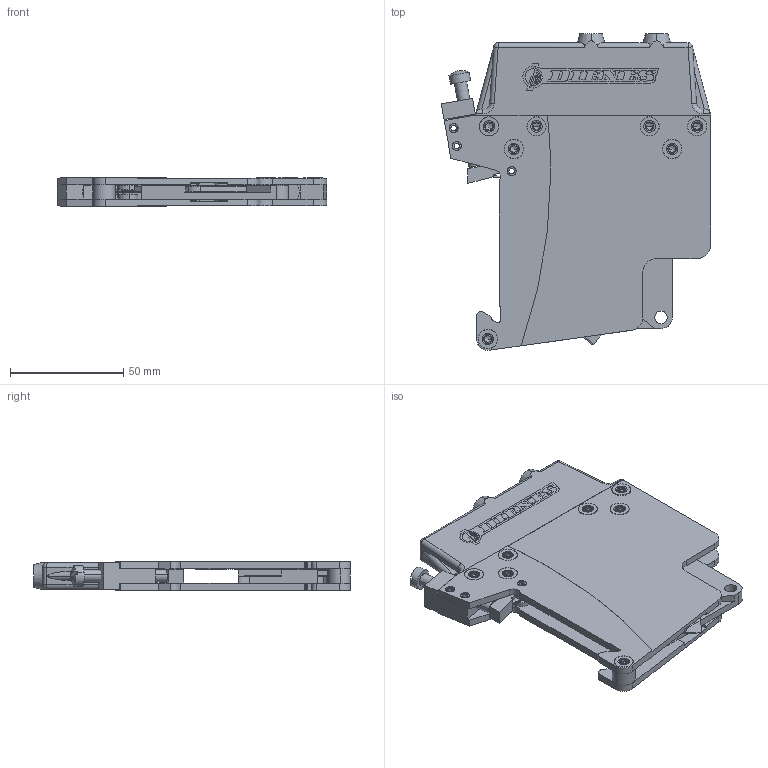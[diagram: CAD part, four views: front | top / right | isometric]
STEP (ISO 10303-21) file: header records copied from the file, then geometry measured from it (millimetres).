
FILE_DESCRIPTION (( 'STEP AP214' ), '1' );
FILE_NAME ('0.50 PQAS_Scr_Manual_T Style_Razor Cut Knife Holder.STEP', '2022-10-18T18:20:58', ( '' ), ( '' ), 'SwSTEP 2.0', 'SolidWorks 2021', '' );
FILE_SCHEMA (( 'AUTOMOTIVE_DESIGN' ));
Length unit declared in the file: inch
Products named in the file (1): 0.50 PQAS_Scr_Manual_T Style_Razor Cut Knife Holder
Bounding box: 119.09 x 140 x 12.64 mm (x, y, z)
Surface area: 60639.6 mm2 (no closed solid volume)
Topology: 0 solids, 41 shells, 502 faces, 1757 edges, 1266 vertices
Faces by surface type: cylinder 258, plane 192, cone 36, sphere 8, torus 4, bspline 4
Entity records: 26908 total; most frequent: CARTESIAN_POINT 5414, DIRECTION 3099, ORIENTED_EDGE 2929, EDGE_CURVE 1739, VERTEX_POINT 1266, AXIS2_PLACEMENT_3D 1123, VECTOR 853, LINE 853
